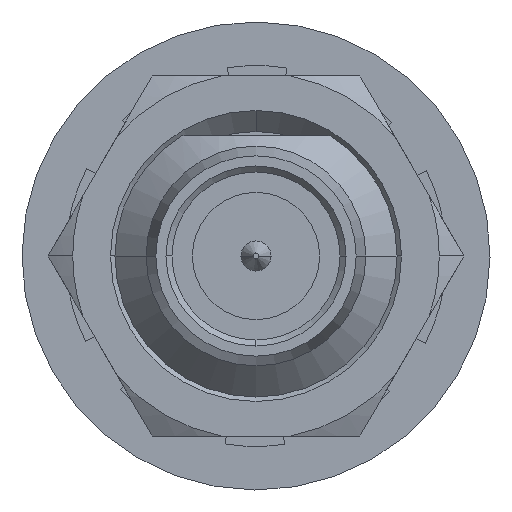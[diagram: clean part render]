
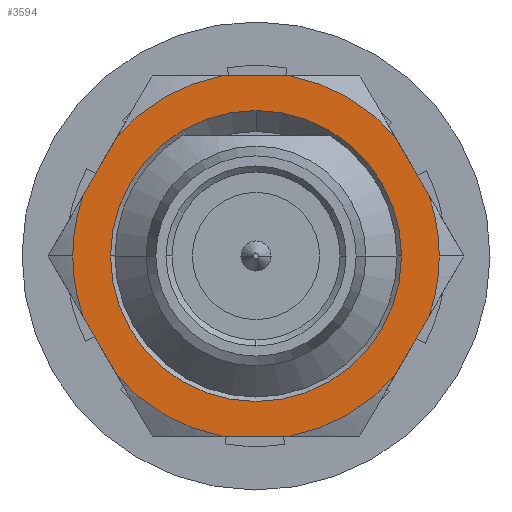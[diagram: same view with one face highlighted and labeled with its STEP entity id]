
A CAD part, left-side view. The second image highlights one B-rep face of the part: STEP entity #3594.
In plain terms, the highlighted face is planar.
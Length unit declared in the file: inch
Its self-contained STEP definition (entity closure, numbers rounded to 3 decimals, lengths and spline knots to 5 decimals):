
#76 = EDGE_CURVE ( 'NONE', #2499, #1276, #2906, .T. ) ;
#87 = DIRECTION ( 'NONE',  ( 1., 0., 0. ) ) ;
#90 = EDGE_LOOP ( 'NONE', ( #1219, #958, #2433 ) ) ;
#93 = VECTOR ( 'NONE', #3908, 39.37008 ) ;
#176 = VERTEX_POINT ( 'NONE', #2659 ) ;
#177 = VECTOR ( 'NONE', #2215, 39.37008 ) ;
#180 = VERTEX_POINT ( 'NONE', #963 ) ;
#181 = CARTESIAN_POINT ( 'NONE',  ( 0.05906, 0., 0. ) ) ;
#198 = DIRECTION ( 'NONE',  ( 0., -0.5, -0.866 ) ) ;
#215 = CARTESIAN_POINT ( 'NONE',  ( 0.05906, 0.02253, -0.11811 ) ) ;
#287 = EDGE_CURVE ( 'NONE', #1899, #3016, #2381, .T. ) ;
#290 = VERTEX_POINT ( 'NONE', #1132 ) ;
#312 = DIRECTION ( 'NONE',  ( 0., -1., 0. ) ) ;
#354 = DIRECTION ( 'NONE',  ( -1., 0., 0. ) ) ;
#434 = ORIENTED_EDGE ( 'NONE', *, *, #76, .T. ) ;
#473 = ORIENTED_EDGE ( 'NONE', *, *, #2724, .T. ) ;
#526 = EDGE_CURVE ( 'NONE', #3554, #2242, #2313, .T. ) ;
#527 = EDGE_CURVE ( 'NONE', #290, #1318, #3727, .T. ) ;
#543 = CARTESIAN_POINT ( 'NONE',  ( 0.05906, 0.11355, -0.03955 ) ) ;
#547 = CARTESIAN_POINT ( 'NONE',  ( 0.05906, 0., 0. ) ) ;
#600 = VECTOR ( 'NONE', #198, 39.37008 ) ;
#616 = EDGE_CURVE ( 'NONE', #3385, #176, #3280, .T. ) ;
#635 = DIRECTION ( 'NONE',  ( -1., 0., 0. ) ) ;
#650 = CIRCLE ( 'NONE', #3046, 0.12024 ) ;
#771 = DIRECTION ( 'NONE',  ( 0., -0.757, -0.653 ) ) ;
#779 = CARTESIAN_POINT ( 'NONE',  ( 0.05906, 0., 0. ) ) ;
#784 = EDGE_CURVE ( 'NONE', #176, #2499, #650, .T. ) ;
#811 = CARTESIAN_POINT ( 'NONE',  ( 0.05906, 0.09102, -0.07856 ) ) ;
#819 = EDGE_CURVE ( 'NONE', #2751, #2348, #1741, .T. ) ;
#903 = CARTESIAN_POINT ( 'NONE',  ( 0.05906, 0.11355, 0.03955 ) ) ;
#958 = ORIENTED_EDGE ( 'NONE', *, *, #3915, .T. ) ;
#963 = CARTESIAN_POINT ( 'NONE',  ( 0.05906, -0.12024, 0. ) ) ;
#1016 = AXIS2_PLACEMENT_3D ( 'NONE', #181, #1080, #771 ) ;
#1017 = CARTESIAN_POINT ( 'NONE',  ( 0.05906, -0.09547, 0. ) ) ;
#1021 = ORIENTED_EDGE ( 'NONE', *, *, #2000, .T. ) ;
#1023 = CARTESIAN_POINT ( 'NONE',  ( 0.05906, -0.11355, -0.03955 ) ) ;
#1031 = CARTESIAN_POINT ( 'NONE',  ( 0.05906, 0., 0. ) ) ;
#1080 = DIRECTION ( 'NONE',  ( 1., 0., 0. ) ) ;
#1132 = CARTESIAN_POINT ( 'NONE',  ( 0.05906, 0.09547, 0. ) ) ;
#1136 = CARTESIAN_POINT ( 'NONE',  ( 0.05906, -0.09102, -0.07856 ) ) ;
#1177 = EDGE_CURVE ( 'NONE', #1276, #180, #3804, .T. ) ;
#1181 = ORIENTED_EDGE ( 'NONE', *, *, #526, .T. ) ;
#1185 = EDGE_CURVE ( 'NONE', #180, #3554, #1815, .T. ) ;
#1219 = ORIENTED_EDGE ( 'NONE', *, *, #527, .T. ) ;
#1276 = VERTEX_POINT ( 'NONE', #3716 ) ;
#1316 = CARTESIAN_POINT ( 'NONE',  ( 0.05906, 0., 0. ) ) ;
#1318 = VERTEX_POINT ( 'NONE', #2128 ) ;
#1408 = DIRECTION ( 'NONE',  ( 0., 0.944, -0.329 ) ) ;
#1421 = VERTEX_POINT ( 'NONE', #215 ) ;
#1427 = CIRCLE ( 'NONE', #1016, 0.12024 ) ;
#1443 = EDGE_CURVE ( 'NONE', #3016, #2751, #3736, .T. ) ;
#1509 = CARTESIAN_POINT ( 'NONE',  ( 0.05906, 0.09102, -0.07856 ) ) ;
#1524 = DIRECTION ( 'NONE',  ( 1., 0., 0. ) ) ;
#1546 = CARTESIAN_POINT ( 'NONE',  ( 0.05906, 0.11355, 0.03955 ) ) ;
#1564 = VERTEX_POINT ( 'NONE', #3950 ) ;
#1579 = LINE ( 'NONE', #1882, #3891 ) ;
#1606 = VECTOR ( 'NONE', #312, 39.37008 ) ;
#1623 = AXIS2_PLACEMENT_3D ( 'NONE', #3638, #2003, #3002 ) ;
#1628 = CARTESIAN_POINT ( 'NONE',  ( 0.05906, 0., 0. ) ) ;
#1680 = EDGE_CURVE ( 'NONE', #3640, #290, #1959, .T. ) ;
#1726 = CARTESIAN_POINT ( 'NONE',  ( 0.05906, 0., 0. ) ) ;
#1731 = DIRECTION ( 'NONE',  ( 0., -1., 0. ) ) ;
#1741 = CIRCLE ( 'NONE', #4150, 0.12024 ) ;
#1751 = CARTESIAN_POINT ( 'NONE',  ( 0.05906, 0., 0. ) ) ;
#1771 = AXIS2_PLACEMENT_3D ( 'NONE', #1316, #3038, #3593 ) ;
#1815 = CIRCLE ( 'NONE', #2358, 0.12024 ) ;
#1817 = CARTESIAN_POINT ( 'NONE',  ( 0.05906, 0.02253, 0.11811 ) ) ;
#1875 = VECTOR ( 'NONE', #3347, 39.37008 ) ;
#1882 = CARTESIAN_POINT ( 'NONE',  ( 0.05906, -0.02253, -0.11811 ) ) ;
#1889 = AXIS2_PLACEMENT_3D ( 'NONE', #3346, #2337, #1731 ) ;
#1899 = VERTEX_POINT ( 'NONE', #1509 ) ;
#1912 = ORIENTED_EDGE ( 'NONE', *, *, #1177, .T. ) ;
#1957 = AXIS2_PLACEMENT_3D ( 'NONE', #547, #1524, #4155 ) ;
#1959 = CIRCLE ( 'NONE', #1889, 0.09547 ) ;
#1998 = ORIENTED_EDGE ( 'NONE', *, *, #784, .T. ) ;
#2000 = EDGE_CURVE ( 'NONE', #2348, #2618, #2536, .T. ) ;
#2003 = DIRECTION ( 'NONE',  ( 1., 0., 0. ) ) ;
#2008 = CARTESIAN_POINT ( 'NONE',  ( 0.05906, 0.02253, 0.11811 ) ) ;
#2057 = DIRECTION ( 'NONE',  ( 1., 0., 0. ) ) ;
#2128 = CARTESIAN_POINT ( 'NONE',  ( 0.05906, 0., -0.09547 ) ) ;
#2215 = DIRECTION ( 'NONE',  ( 0., -0.5, 0.866 ) ) ;
#2242 = VERTEX_POINT ( 'NONE', #1136 ) ;
#2284 = FACE_OUTER_BOUND ( 'NONE', #4035, .T. ) ;
#2313 = LINE ( 'NONE', #1023, #93 ) ;
#2337 = DIRECTION ( 'NONE',  ( -1., 0., 0. ) ) ;
#2348 = VERTEX_POINT ( 'NONE', #1546 ) ;
#2358 = AXIS2_PLACEMENT_3D ( 'NONE', #3032, #4022, #3327 ) ;
#2381 = LINE ( 'NONE', #811, #1875 ) ;
#2433 = ORIENTED_EDGE ( 'NONE', *, *, #1680, .T. ) ;
#2436 = DIRECTION ( 'NONE',  ( 1., 0., 0. ) ) ;
#2459 = CIRCLE ( 'NONE', #3682, 0.09547 ) ;
#2499 = VERTEX_POINT ( 'NONE', #3974 ) ;
#2502 = CARTESIAN_POINT ( 'NONE',  ( 0.05906, 0.12024, 0. ) ) ;
#2536 = LINE ( 'NONE', #903, #177 ) ;
#2567 = DIRECTION ( 'NONE',  ( 0., 1., 0. ) ) ;
#2618 = VERTEX_POINT ( 'NONE', #3044 ) ;
#2623 = FACE_BOUND ( 'NONE', #90, .T. ) ;
#2659 = CARTESIAN_POINT ( 'NONE',  ( 0.05906, -0.02253, 0.11811 ) ) ;
#2695 = DIRECTION ( 'NONE',  ( 0., -0.187, 0.982 ) ) ;
#2724 = EDGE_CURVE ( 'NONE', #1564, #1421, #1579, .T. ) ;
#2751 = VERTEX_POINT ( 'NONE', #2502 ) ;
#2816 = ORIENTED_EDGE ( 'NONE', *, *, #819, .T. ) ;
#2832 = ORIENTED_EDGE ( 'NONE', *, *, #1185, .T. ) ;
#2906 = LINE ( 'NONE', #4217, #600 ) ;
#2926 = EDGE_CURVE ( 'NONE', #2618, #3385, #3474, .T. ) ;
#3002 = DIRECTION ( 'NONE',  ( 0., 0.757, 0.653 ) ) ;
#3006 = CIRCLE ( 'NONE', #3341, 0.12024 ) ;
#3016 = VERTEX_POINT ( 'NONE', #543 ) ;
#3032 = CARTESIAN_POINT ( 'NONE',  ( 0.05906, 0., 0. ) ) ;
#3038 = DIRECTION ( 'NONE',  ( 1., 0., 0. ) ) ;
#3044 = CARTESIAN_POINT ( 'NONE',  ( 0.05906, 0.09102, 0.07856 ) ) ;
#3046 = AXIS2_PLACEMENT_3D ( 'NONE', #1726, #2057, #2695 ) ;
#3120 = ORIENTED_EDGE ( 'NONE', *, *, #1443, .T. ) ;
#3149 = DIRECTION ( 'NONE',  ( 0., 0.187, -0.982 ) ) ;
#3186 = CARTESIAN_POINT ( 'NONE',  ( 0.05906, 0., 0. ) ) ;
#3280 = LINE ( 'NONE', #2008, #1606 ) ;
#3318 = AXIS2_PLACEMENT_3D ( 'NONE', #1031, #87, #3673 ) ;
#3327 = DIRECTION ( 'NONE',  ( 0., -0.944, 0.329 ) ) ;
#3335 = PLANE ( 'NONE',  #1771 ) ;
#3341 = AXIS2_PLACEMENT_3D ( 'NONE', #779, #2436, #3149 ) ;
#3346 = CARTESIAN_POINT ( 'NONE',  ( 0.05906, 0., 0. ) ) ;
#3347 = DIRECTION ( 'NONE',  ( 0., 0.5, 0.866 ) ) ;
#3385 = VERTEX_POINT ( 'NONE', #1817 ) ;
#3450 = AXIS2_PLACEMENT_3D ( 'NONE', #1628, #354, #2567 ) ;
#3463 = ORIENTED_EDGE ( 'NONE', *, *, #616, .T. ) ;
#3474 = CIRCLE ( 'NONE', #1623, 0.12024 ) ;
#3477 = EDGE_CURVE ( 'NONE', #1421, #1899, #3006, .T. ) ;
#3490 = DIRECTION ( 'NONE',  ( 0., 1., 0. ) ) ;
#3526 = DIRECTION ( 'NONE',  ( 0., 1., 0. ) ) ;
#3554 = VERTEX_POINT ( 'NONE', #3904 ) ;
#3593 = DIRECTION ( 'NONE',  ( 0., 1., 0. ) ) ;
#3594 = ADVANCED_FACE ( 'NONE', ( #2623, #2284 ), #3335, .T. ) ;
#3638 = CARTESIAN_POINT ( 'NONE',  ( 0.05906, 0., 0. ) ) ;
#3640 = VERTEX_POINT ( 'NONE', #1017 ) ;
#3664 = DIRECTION ( 'NONE',  ( 1., 0., 0. ) ) ;
#3673 = DIRECTION ( 'NONE',  ( 0., -0.944, 0.329 ) ) ;
#3682 = AXIS2_PLACEMENT_3D ( 'NONE', #3186, #635, #3526 ) ;
#3687 = EDGE_CURVE ( 'NONE', #2242, #1564, #1427, .T. ) ;
#3700 = ORIENTED_EDGE ( 'NONE', *, *, #3477, .T. ) ;
#3716 = CARTESIAN_POINT ( 'NONE',  ( 0.05906, -0.11355, 0.03955 ) ) ;
#3727 = CIRCLE ( 'NONE', #3450, 0.09547 ) ;
#3736 = CIRCLE ( 'NONE', #1957, 0.12024 ) ;
#3747 = ORIENTED_EDGE ( 'NONE', *, *, #2926, .T. ) ;
#3804 = CIRCLE ( 'NONE', #3318, 0.12024 ) ;
#3891 = VECTOR ( 'NONE', #3490, 39.37008 ) ;
#3904 = CARTESIAN_POINT ( 'NONE',  ( 0.05906, -0.11355, -0.03955 ) ) ;
#3908 = DIRECTION ( 'NONE',  ( 0., 0.5, -0.866 ) ) ;
#3915 = EDGE_CURVE ( 'NONE', #1318, #3640, #2459, .T. ) ;
#3950 = CARTESIAN_POINT ( 'NONE',  ( 0.05906, -0.02253, -0.11811 ) ) ;
#3974 = CARTESIAN_POINT ( 'NONE',  ( 0.05906, -0.09102, 0.07856 ) ) ;
#4022 = DIRECTION ( 'NONE',  ( 1., 0., 0. ) ) ;
#4035 = EDGE_LOOP ( 'NONE', ( #1181, #4093, #473, #3700, #4221, #3120, #2816, #1021, #3747, #3463, #1998, #434, #1912, #2832 ) ) ;
#4093 = ORIENTED_EDGE ( 'NONE', *, *, #3687, .T. ) ;
#4150 = AXIS2_PLACEMENT_3D ( 'NONE', #1751, #3664, #1408 ) ;
#4155 = DIRECTION ( 'NONE',  ( 0., 0.944, -0.329 ) ) ;
#4217 = CARTESIAN_POINT ( 'NONE',  ( 0.05906, -0.09102, 0.07856 ) ) ;
#4221 = ORIENTED_EDGE ( 'NONE', *, *, #287, .T. ) ;
